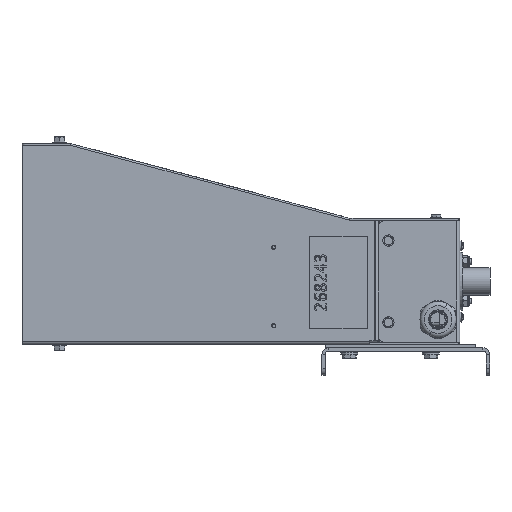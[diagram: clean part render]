
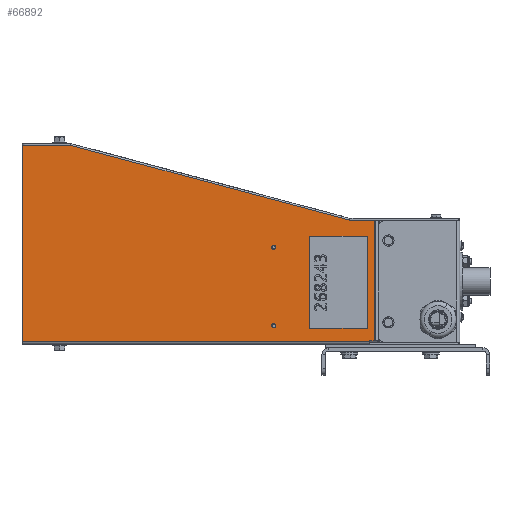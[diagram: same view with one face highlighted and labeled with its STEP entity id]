
A CAD part, left-side view. The second image highlights one B-rep face of the part: STEP entity #66892.
In plain terms, the highlighted planar face has unit normal (-1, 0, 0).
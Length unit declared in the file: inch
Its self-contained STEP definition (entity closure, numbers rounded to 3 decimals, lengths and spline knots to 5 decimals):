
#1281 = LINE ( 'NONE', #3371, #74848 ) ;
#3371 = CARTESIAN_POINT ( 'NONE',  ( -4.78125, -4.75, 4.5598 ) ) ;
#4344 = VECTOR ( 'NONE', #140501, 39.37008 ) ;
#6513 = DIRECTION ( 'NONE',  ( 0., 0., 1. ) ) ;
#10409 = ORIENTED_EDGE ( 'NONE', *, *, #57716, .F. ) ;
#11093 = CARTESIAN_POINT ( 'NONE',  ( -4.78125, -4.75, 0.125 ) ) ;
#12041 = FACE_BOUND ( 'NONE', #141496, .T. ) ;
#13276 = CARTESIAN_POINT ( 'NONE',  ( -4.78125, 8., 7.3098 ) ) ;
#16425 = ORIENTED_EDGE ( 'NONE', *, *, #28125, .T. ) ;
#16799 = EDGE_CURVE ( 'NONE', #130713, #108695, #65370, .T. ) ;
#20971 = CARTESIAN_POINT ( 'NONE',  ( -4.78125, 6.25, 7.3098 ) ) ;
#25814 = DIRECTION ( 'NONE',  ( 0., 1., 0. ) ) ;
#27151 = LINE ( 'NONE', #87382, #66351 ) ;
#28125 = EDGE_CURVE ( 'NONE', #156876, #146780, #169857, .T. ) ;
#31112 = VECTOR ( 'NONE', #25814, 39.37008 ) ;
#31719 = ORIENTED_EDGE ( 'NONE', *, *, #41277, .F. ) ;
#34438 = AXIS2_PLACEMENT_3D ( 'NONE', #49597, #152386, #64370 ) ;
#35230 = CARTESIAN_POINT ( 'NONE',  ( -4.78125, -1.23517, 3.6378 ) ) ;
#35831 = DIRECTION ( 'NONE',  ( 0., -0.966, -0.259 ) ) ;
#37881 = DIRECTION ( 'NONE',  ( -1., 0., 0. ) ) ;
#39884 = EDGE_CURVE ( 'NONE', #47445, #78016, #187426, .T. ) ;
#41277 = EDGE_CURVE ( 'NONE', #156876, #118512, #158755, .T. ) ;
#42340 = LINE ( 'NONE', #59334, #81498 ) ;
#43315 = EDGE_CURVE ( 'NONE', #141429, #112623, #164566, .T. ) ;
#44459 = DIRECTION ( 'NONE',  ( -1., 0., 0. ) ) ;
#44874 = AXIS2_PLACEMENT_3D ( 'NONE', #125968, #37881, #140666 ) ;
#46107 = EDGE_CURVE ( 'NONE', #108695, #130713, #185952, .T. ) ;
#46567 = ORIENTED_EDGE ( 'NONE', *, *, #16799, .F. ) ;
#47445 = VERTEX_POINT ( 'NONE', #78366 ) ;
#47658 = AXIS2_PLACEMENT_3D ( 'NONE', #132511, #44459, #147291 ) ;
#47734 = DIRECTION ( 'NONE',  ( 0., 0., -1. ) ) ;
#48174 = VERTEX_POINT ( 'NONE', #139198 ) ;
#49597 = CARTESIAN_POINT ( 'NONE',  ( -4.78125, -1.23517, 3.5598 ) ) ;
#53207 = DIRECTION ( 'NONE',  ( 0., 0., 1. ) ) ;
#53374 = DIRECTION ( 'NONE',  ( -1., 0., 0. ) ) ;
#53561 = CARTESIAN_POINT ( 'NONE',  ( -4.78125, -1.23517, 0.6848 ) ) ;
#57716 = EDGE_CURVE ( 'NONE', #78016, #146780, #1281, .T. ) ;
#59334 = CARTESIAN_POINT ( 'NONE',  ( -4.78125, -4.75, 4.5598 ) ) ;
#59896 = EDGE_LOOP ( 'NONE', ( #171965, #46567 ) ) ;
#60600 = DIRECTION ( 'NONE',  ( 0., -1., 0. ) ) ;
#62551 = EDGE_CURVE ( 'NONE', #112623, #129593, #42340, .T. ) ;
#64370 = DIRECTION ( 'NONE',  ( 0., 0., 1. ) ) ;
#65053 = ORIENTED_EDGE ( 'NONE', *, *, #105839, .F. ) ;
#65370 = CIRCLE ( 'NONE', #112862, 0.078 ) ;
#66151 = CARTESIAN_POINT ( 'NONE',  ( -4.78125, 6.25, 7.3098 ) ) ;
#66225 = CARTESIAN_POINT ( 'NONE',  ( -4.78125, -4.75, 0.1198 ) ) ;
#66351 = VECTOR ( 'NONE', #175277, 39.37008 ) ;
#66892 = ADVANCED_FACE ( 'NONE', ( #12041, #120130, #124799 ), #146668, .T. ) ;
#72233 = EDGE_CURVE ( 'NONE', #129593, #47445, #140042, .T. ) ;
#74848 = VECTOR ( 'NONE', #47734, 39.37008 ) ;
#78016 = VERTEX_POINT ( 'NONE', #115336 ) ;
#78366 = CARTESIAN_POINT ( 'NONE',  ( -4.78125, -4.9179, 0.125 ) ) ;
#80560 = VECTOR ( 'NONE', #148294, 39.37008 ) ;
#81428 = CARTESIAN_POINT ( 'NONE',  ( -4.78125, -4.9179, 4.5598 ) ) ;
#81498 = VECTOR ( 'NONE', #60600, 39.37008 ) ;
#82327 = CARTESIAN_POINT ( 'NONE',  ( -4.78125, -1.23517, 0.6068 ) ) ;
#85752 = ORIENTED_EDGE ( 'NONE', *, *, #108380, .F. ) ;
#87382 = CARTESIAN_POINT ( 'NONE',  ( -4.78125, 8., 7.3098 ) ) ;
#94585 = DIRECTION ( 'NONE',  ( -1., 0., 0. ) ) ;
#96384 = VECTOR ( 'NONE', #132615, 39.37008 ) ;
#105839 = EDGE_CURVE ( 'NONE', #118512, #141429, #27151, .T. ) ;
#108380 = EDGE_CURVE ( 'NONE', #154679, #48174, #163797, .T. ) ;
#108695 = VERTEX_POINT ( 'NONE', #144008 ) ;
#112623 = VERTEX_POINT ( 'NONE', #128783 ) ;
#112862 = AXIS2_PLACEMENT_3D ( 'NONE', #53561, #53374, #53207 ) ;
#115336 = CARTESIAN_POINT ( 'NONE',  ( -4.78125, -4.75, 0.125 ) ) ;
#117823 = CARTESIAN_POINT ( 'NONE',  ( -4.78125, -4.9179, 0. ) ) ;
#118107 = CARTESIAN_POINT ( 'NONE',  ( -4.78125, 8., 7.3098 ) ) ;
#118512 = VERTEX_POINT ( 'NONE', #13276 ) ;
#119512 = CARTESIAN_POINT ( 'NONE',  ( -4.78125, 8., 0.1198 ) ) ;
#120130 = FACE_BOUND ( 'NONE', #59896, .T. ) ;
#120825 = VECTOR ( 'NONE', #35831, 39.37008 ) ;
#124799 = FACE_OUTER_BOUND ( 'NONE', #175824, .T. ) ;
#125968 = CARTESIAN_POINT ( 'NONE',  ( -4.78125, -1.23517, 3.5598 ) ) ;
#128466 = ORIENTED_EDGE ( 'NONE', *, *, #72233, .F. ) ;
#128783 = CARTESIAN_POINT ( 'NONE',  ( -4.78125, -4.01314, 4.5598 ) ) ;
#129593 = VERTEX_POINT ( 'NONE', #81428 ) ;
#130713 = VERTEX_POINT ( 'NONE', #82327 ) ;
#132511 = CARTESIAN_POINT ( 'NONE',  ( -4.78125, 0., 0. ) ) ;
#132615 = DIRECTION ( 'NONE',  ( 0., 0., -1. ) ) ;
#139198 = CARTESIAN_POINT ( 'NONE',  ( -4.78125, -1.23517, 3.4818 ) ) ;
#140042 = LINE ( 'NONE', #117823, #96384 ) ;
#140501 = DIRECTION ( 'NONE',  ( 0., -1., 0. ) ) ;
#140666 = DIRECTION ( 'NONE',  ( 0., 0., 1. ) ) ;
#141304 = CARTESIAN_POINT ( 'NONE',  ( -4.78125, 0., 0.1198 ) ) ;
#141429 = VERTEX_POINT ( 'NONE', #66151 ) ;
#141496 = EDGE_LOOP ( 'NONE', ( #85752, #143950 ) ) ;
#143950 = ORIENTED_EDGE ( 'NONE', *, *, #146695, .F. ) ;
#144008 = CARTESIAN_POINT ( 'NONE',  ( -4.78125, -1.23517, 0.7628 ) ) ;
#146041 = ORIENTED_EDGE ( 'NONE', *, *, #62551, .F. ) ;
#146668 = PLANE ( 'NONE',  #47658 ) ;
#146695 = EDGE_CURVE ( 'NONE', #48174, #154679, #177488, .T. ) ;
#146780 = VERTEX_POINT ( 'NONE', #66225 ) ;
#147291 = DIRECTION ( 'NONE',  ( 0., 0., -1. ) ) ;
#148294 = DIRECTION ( 'NONE',  ( 0., 0., 1. ) ) ;
#151914 = ORIENTED_EDGE ( 'NONE', *, *, #43315, .F. ) ;
#152386 = DIRECTION ( 'NONE',  ( -1., 0., 0. ) ) ;
#154679 = VERTEX_POINT ( 'NONE', #35230 ) ;
#156876 = VERTEX_POINT ( 'NONE', #119512 ) ;
#158755 = LINE ( 'NONE', #118107, #80560 ) ;
#163797 = CIRCLE ( 'NONE', #44874, 0.078 ) ;
#164566 = LINE ( 'NONE', #20971, #120825 ) ;
#169857 = LINE ( 'NONE', #141304, #4344 ) ;
#171965 = ORIENTED_EDGE ( 'NONE', *, *, #46107, .F. ) ;
#172651 = ORIENTED_EDGE ( 'NONE', *, *, #39884, .F. ) ;
#173587 = AXIS2_PLACEMENT_3D ( 'NONE', #182566, #94585, #6513 ) ;
#175277 = DIRECTION ( 'NONE',  ( 0., -1., 0. ) ) ;
#175824 = EDGE_LOOP ( 'NONE', ( #128466, #146041, #151914, #65053, #31719, #16425, #10409, #172651 ) ) ;
#177488 = CIRCLE ( 'NONE', #34438, 0.078 ) ;
#182566 = CARTESIAN_POINT ( 'NONE',  ( -4.78125, -1.23517, 0.6848 ) ) ;
#185952 = CIRCLE ( 'NONE', #173587, 0.078 ) ;
#187426 = LINE ( 'NONE', #11093, #31112 ) ;
